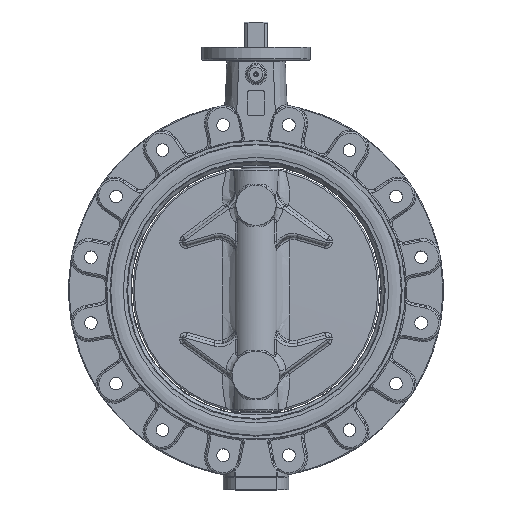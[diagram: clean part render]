
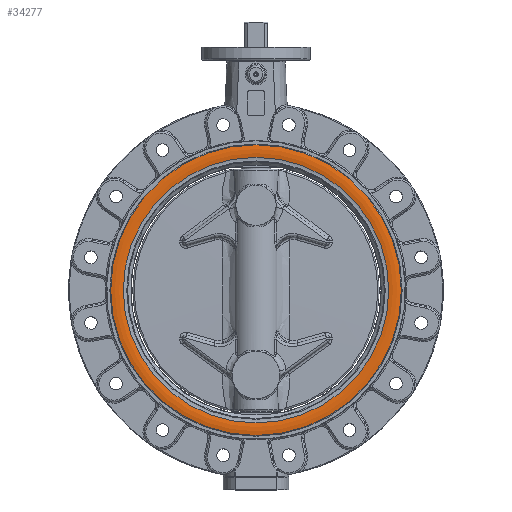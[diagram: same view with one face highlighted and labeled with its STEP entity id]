
A CAD part, top view. The second image highlights one B-rep face of the part: STEP entity #34277.
In plain terms, the highlighted toroidal (fillet/blend) face has major radius 190 mm and minor radius 37.5 mm.
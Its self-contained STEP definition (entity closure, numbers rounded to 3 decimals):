
#5461=TOROIDAL_SURFACE('',#36571,190.,37.5);
#6473=FACE_BOUND('',#9102,.T.);
#6844=FACE_OUTER_BOUND('',#9101,.T.);
#9101=EDGE_LOOP('',(#21742));
#9102=EDGE_LOOP('',(#21743));
#11603=CIRCLE('',#36570,181.427);
#11604=CIRCLE('',#36572,198.594);
#13568=VERTEX_POINT('',#49241);
#13569=VERTEX_POINT('',#49244);
#16676=EDGE_CURVE('',#13568,#13568,#11603,.T.);
#16677=EDGE_CURVE('',#13569,#13569,#11604,.T.);
#21742=ORIENTED_EDGE('',*,*,#16677,.F.);
#21743=ORIENTED_EDGE('',*,*,#16676,.T.);
#34277=ADVANCED_FACE('',(#6844,#6473),#5461,.T.);
#36570=AXIS2_PLACEMENT_3D('',#49242,#40356,#40357);
#36571=AXIS2_PLACEMENT_3D('',#49243,#40358,#40359);
#36572=AXIS2_PLACEMENT_3D('',#49245,#40360,#40361);
#40356=DIRECTION('center_axis',(0.,0.,
-1.));
#40357=DIRECTION('ref_axis',(1.,0.,0.));
#40358=DIRECTION('center_axis',(0.,0.,
1.));
#40359=DIRECTION('ref_axis',(0.,-1.,0.));
#40360=DIRECTION('center_axis',(0.,0.,
-1.));
#40361=DIRECTION('ref_axis',(-1.,0.,0.));
#49241=CARTESIAN_POINT('',(181.427,0.,39.907));
#49242=CARTESIAN_POINT('Origin',(0.,0.,
39.907));
#49243=CARTESIAN_POINT('Origin',(0.,0.,
3.4));
#49244=CARTESIAN_POINT('',(198.594,0.,39.902));
#49245=CARTESIAN_POINT('Origin',(0.,0.,
39.902));
